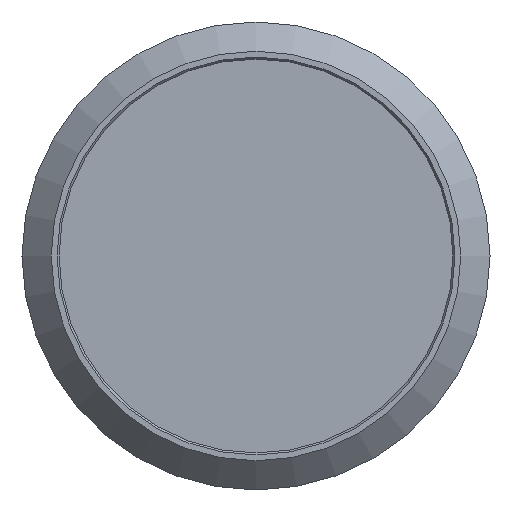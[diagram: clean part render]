
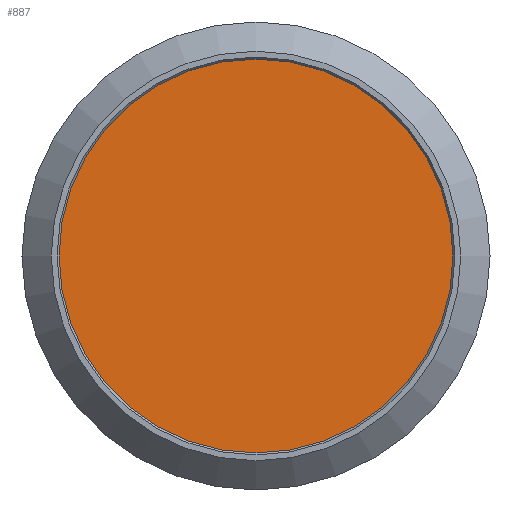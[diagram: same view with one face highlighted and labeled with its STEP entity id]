
A CAD part, front view. The second image highlights one B-rep face of the part: STEP entity #887.
In plain terms, the highlighted planar face has unit normal (0, -1, 0).
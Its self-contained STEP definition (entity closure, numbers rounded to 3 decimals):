
#52=PLANE('',#1019);
#102=FACE_OUTER_BOUND('',#159,.T.);
#159=EDGE_LOOP('',(#764));
#219=CIRCLE('',#1018,5.05);
#410=VERTEX_POINT('',#1608);
#527=EDGE_CURVE('',#410,#410,#219,.T.);
#764=ORIENTED_EDGE('',*,*,#527,.T.);
#887=ADVANCED_FACE('',(#102),#52,.T.);
#1018=AXIS2_PLACEMENT_3D('',#1609,#1291,#1292);
#1019=AXIS2_PLACEMENT_3D('',#1611,#1294,#1295);
#1291=DIRECTION('center_axis',(0.,-1.,0.));
#1292=DIRECTION('ref_axis',(1.,0.,0.));
#1294=DIRECTION('center_axis',(0.,-1.,0.));
#1295=DIRECTION('ref_axis',(0.,0.,-1.));
#1608=CARTESIAN_POINT('',(-5.05,-5.8,0.));
#1609=CARTESIAN_POINT('Origin',(0.,-5.8,0.));
#1611=CARTESIAN_POINT('Origin',(2.525,-5.8,0.));
